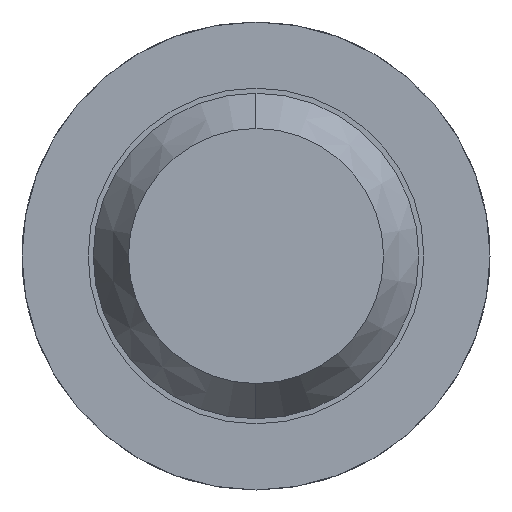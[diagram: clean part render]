
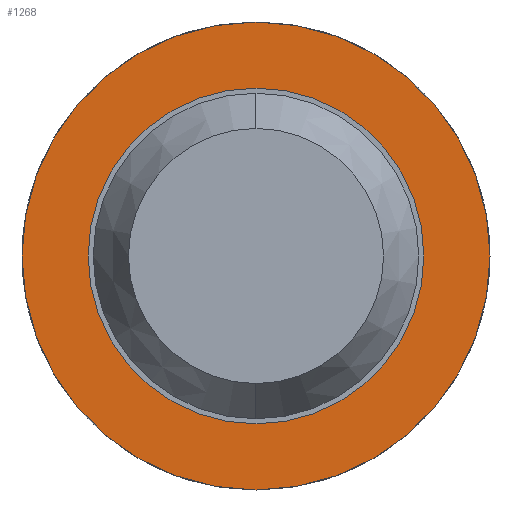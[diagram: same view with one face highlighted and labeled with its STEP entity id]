
A CAD part, front view. The second image highlights one B-rep face of the part: STEP entity #1268.
In plain terms, the highlighted planar face has unit normal (0, -1, 0).
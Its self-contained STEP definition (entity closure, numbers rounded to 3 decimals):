
#10 = DIRECTION ( 'NONE',  ( 0., 1., 0. ) ) ;
#12 = FACE_BOUND ( 'NONE', #3631, .T. ) ;
#116 = FACE_OUTER_BOUND ( 'NONE', #475, .T. ) ;
#333 = DIRECTION ( 'NONE',  ( 0., 1., 0. ) ) ;
#475 = EDGE_LOOP ( 'NONE', ( #729, #1414 ) ) ;
#729 = ORIENTED_EDGE ( 'NONE', *, *, #3840, .F. ) ;
#824 = DIRECTION ( 'NONE',  ( 0., 1., 0. ) ) ;
#905 = PLANE ( 'NONE',  #1877 ) ;
#1064 = CARTESIAN_POINT ( 'NONE',  ( 0., -1.7, 0. ) ) ;
#1244 = CARTESIAN_POINT ( 'NONE',  ( 0., -1.7, 1.15 ) ) ;
#1268 = ADVANCED_FACE ( 'Defeature ausgef�hrt1_7', ( #116, #12 ), #905, .F. ) ;
#1320 = DIRECTION ( 'NONE',  ( 0., 0., 1. ) ) ;
#1406 = VERTEX_POINT ( 'NONE', #1244 ) ;
#1414 = ORIENTED_EDGE ( 'NONE', *, *, #3930, .F. ) ;
#1489 = DIRECTION ( 'NONE',  ( 0., 0., 1. ) ) ;
#1527 = VERTEX_POINT ( 'NONE', #3312 ) ;
#1600 = VERTEX_POINT ( 'NONE', #2411 ) ;
#1877 = AXIS2_PLACEMENT_3D ( 'NONE', #1918, #4304, #3266 ) ;
#1918 = CARTESIAN_POINT ( 'NONE',  ( 0.825, -1.7, 0. ) ) ;
#1978 = AXIS2_PLACEMENT_3D ( 'NONE', #4366, #2309, #2979 ) ;
#2286 = CIRCLE ( 'NONE', #1978, 1.15 ) ;
#2309 = DIRECTION ( 'NONE',  ( 0., 1., 0. ) ) ;
#2411 = CARTESIAN_POINT ( 'NONE',  ( 0., -1.7, -0.825 ) ) ;
#2656 = AXIS2_PLACEMENT_3D ( 'NONE', #3171, #824, #1489 ) ;
#2672 = DIRECTION ( 'NONE',  ( 0., 0., 1. ) ) ;
#2742 = CIRCLE ( 'NONE', #2656, 0.825 ) ;
#2760 = CIRCLE ( 'NONE', #3193, 1.15 ) ;
#2979 = DIRECTION ( 'NONE',  ( 0., 0., 1. ) ) ;
#3009 = CIRCLE ( 'NONE', #3399, 0.825 ) ;
#3088 = EDGE_CURVE ( 'Defeature ausgef�hrt1_7+Defeature ausgef�hrt1_6+Defeature ausgef�hrt1_6+Defeature ausgef�hrt1_6', #1527, #1600, #3009, .T. ) ;
#3128 = CARTESIAN_POINT ( 'NONE',  ( 0., -1.7, -1.15 ) ) ;
#3171 = CARTESIAN_POINT ( 'NONE',  ( 0., -1.7, 0. ) ) ;
#3193 = AXIS2_PLACEMENT_3D ( 'NONE', #3760, #10, #1320 ) ;
#3232 = EDGE_CURVE ( 'Defeature ausgef�hrt1_7+Defeature ausgef�hrt1_6+Defeature ausgef�hrt1_6+Defeature ausgef�hrt1_6', #1600, #1527, #2742, .T. ) ;
#3266 = DIRECTION ( 'NONE',  ( 0., 0., 1. ) ) ;
#3312 = CARTESIAN_POINT ( 'NONE',  ( 0., -1.7, 0.825 ) ) ;
#3399 = AXIS2_PLACEMENT_3D ( 'NONE', #1064, #333, #2672 ) ;
#3451 = ORIENTED_EDGE ( 'NONE', *, *, #3088, .T. ) ;
#3515 = ORIENTED_EDGE ( 'NONE', *, *, #3232, .T. ) ;
#3631 = EDGE_LOOP ( 'NONE', ( #3451, #3515 ) ) ;
#3662 = VERTEX_POINT ( 'NONE', #3128 ) ;
#3760 = CARTESIAN_POINT ( 'NONE',  ( 0., -1.7, 0. ) ) ;
#3840 = EDGE_CURVE ( 'Defeature ausgef�hrt1_0+Defeature ausgef�hrt1_7+Defeature ausgef�hrt1_7+Defeature ausgef�hrt1_7', #1406, #3662, #2760, .T. ) ;
#3930 = EDGE_CURVE ( 'Defeature ausgef�hrt1_0+Defeature ausgef�hrt1_7+Defeature ausgef�hrt1_7+Defeature ausgef�hrt1_7', #3662, #1406, #2286, .T. ) ;
#4304 = DIRECTION ( 'NONE',  ( 0., 1., 0. ) ) ;
#4366 = CARTESIAN_POINT ( 'NONE',  ( 0., -1.7, 0. ) ) ;
